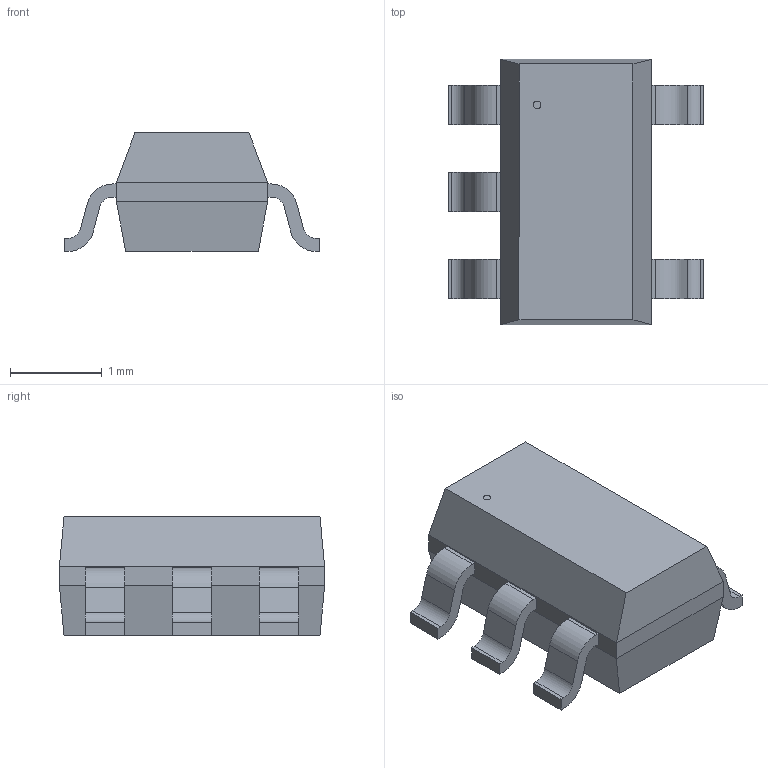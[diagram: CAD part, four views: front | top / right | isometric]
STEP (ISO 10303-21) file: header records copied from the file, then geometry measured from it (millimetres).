
FILE_DESCRIPTION (( 'STEP AP214' ), '1' );
FILE_NAME ('SOT-25_TOR.step', '2021-01-15T07:47:38', ( '' ), ( '' ), 'SwSTEP 2.0', 'SolidWorks 2020', '' );
FILE_SCHEMA (( 'AUTOMOTIVE_DESIGN' ));
Length unit declared in the file: millimetre
Products named in the file (1): SOT-25_TOR
Bounding box: 2.79 x 2.9 x 1.3 mm (x, y, z)
Volume: 5.9 mm3; surface area: 25.1 mm2
Topology: 7 solids, 7 shells, 88 faces, 214 edges, 140 vertices
Faces by surface type: plane 66, cylinder 22
Entity records: 2692 total; most frequent: CARTESIAN_POINT 581, ORIENTED_EDGE 428, DIRECTION 390, EDGE_CURVE 214, VERTEX_POINT 140, AXIS2_PLACEMENT_3D 133, LINE 124, VECTOR 124
